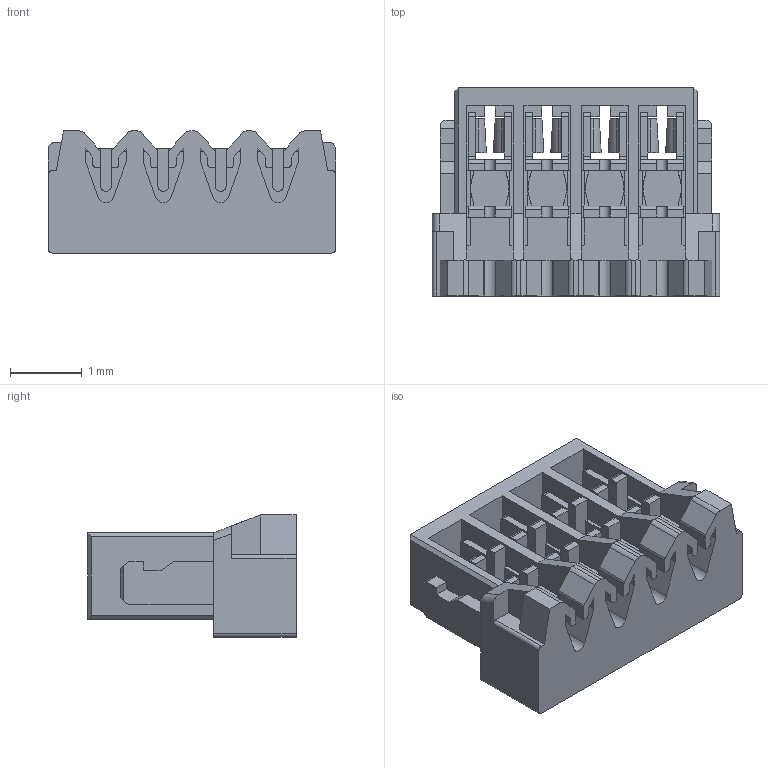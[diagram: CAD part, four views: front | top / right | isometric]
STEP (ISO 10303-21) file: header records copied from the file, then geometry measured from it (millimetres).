
FILE_DESCRIPTION(/* description */ ('Unknown'),/* implementation_level */ '2;1');
FILE_NAME(/* name */ '689004114322',/* time_stamp */ '2023-07-07T13:55:00+02:00',/* author */ ('Unknown'),/* organization */ ('Unknown'),/* preprocessor_version */ 'ST-DEVELOPER v18.102',/* originating_system */ 'Solid Edge',/* authorisation */ 'Unknown');
FILE_SCHEMA (('AUTOMOTIVE_DESIGN {1 0 10303 214 3 1 1}'));
Length unit declared in the file: millimetre
Products named in the file (3): 6890xx114322; 689004114322; 6890xx114322_Pin
Assembly tree (5 placements, depth 2):
  6890xx114322
    689004114322
    6890xx114322_Pin  x4
Bounding box: 4 x 2.9 x 1.7 mm (x, y, z)
Volume: 9.5 mm3; surface area: 91.1 mm2
Topology: 5 solids, 5 shells, 624 faces, 1834 edges, 1212 vertices
Faces by surface type: plane 410, cylinder 182, torus 16, bspline 16
Entity records: 12675 total; most frequent: CARTESIAN_POINT 2376, ORIENTED_EDGE 2246, DIRECTION 2007, EDGE_CURVE 1123, LINE 937, VECTOR 937, VERTEX_POINT 744, AXIS2_PLACEMENT_3D 535
